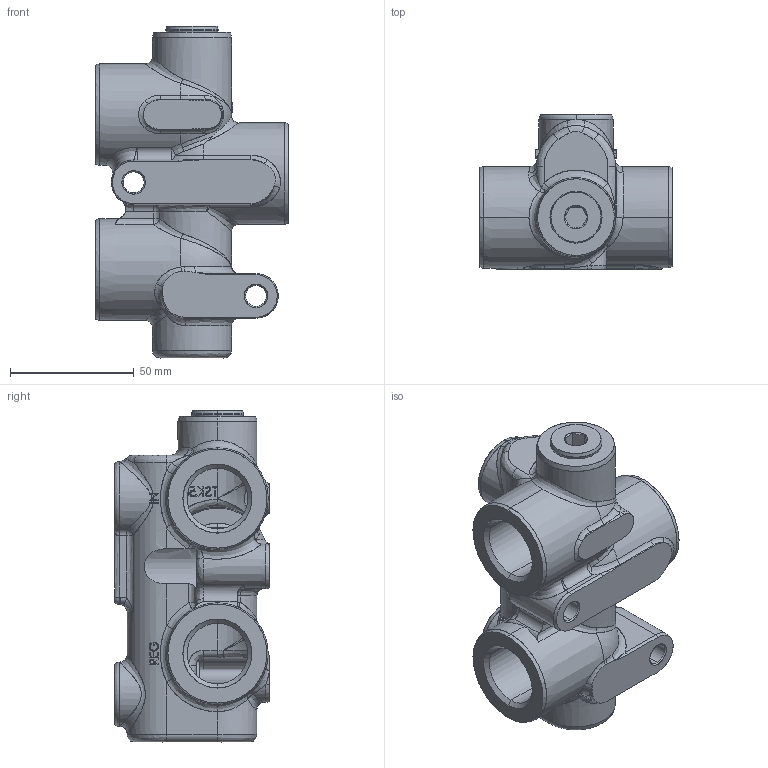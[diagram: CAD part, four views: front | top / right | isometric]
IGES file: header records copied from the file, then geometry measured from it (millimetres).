
Start section: SolidWorks IGES file using analytic representation for surfaces
Global section: file name: FV201 BSPP.IGS; native system: SolidWorks 2014; preprocessor: SolidWorks 2014; author: pma; date: 151118.083816; units: millimetre
Bounding box: 77.91 x 62.74 x 134.42 mm (x, y, z)
Surface area: 40378.7 mm2 (no closed solid volume)
Topology: 0 solids, 0 shells, 413 faces, 5776 edges, 5766 vertices
Faces by surface type: bspline 302, revolution 111
